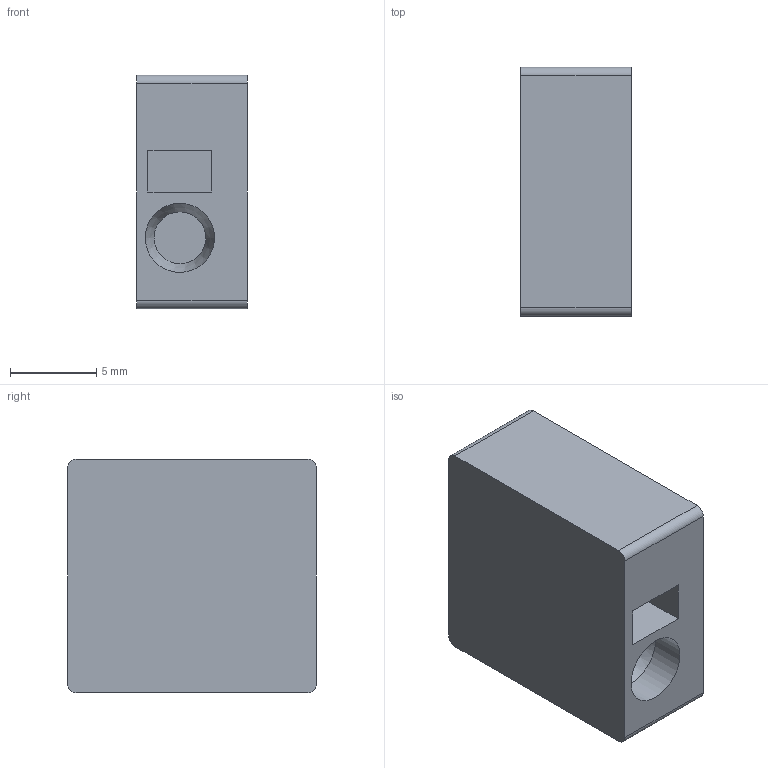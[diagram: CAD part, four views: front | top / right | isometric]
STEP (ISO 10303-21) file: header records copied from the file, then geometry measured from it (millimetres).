
FILE_DESCRIPTION(/* description */ ('model of PhoenixContact_SPT_2.5_1-H-5.0_1x01_P5.0_Horizontal_1751066'),/* implementation_level */ '2;1');
FILE_NAME(/* name */ 'PhoenixContact_SPT_2.5_1-H-5.0_1x01_P5.0_Horizontal_1751066.step',/* time_stamp */ '2020-09-21T11:44:31',/* author */ ('Joel',''),/* organization */ (''),/* preprocessor_version */ '',/* originating_system */ '',/* authorisation */ '');
FILE_SCHEMA(('AUTOMOTIVE_DESIGN { 1 0 10303 214 1 1 1 1 }'));
Length unit declared in the file: millimetre
Products named in the file (1): Shape0_8398612872945662
Bounding box: 6.4 x 14.4 x 13.5 mm (x, y, z)
Volume: 1175.8 mm3; surface area: 815.2 mm2
Topology: 1 solids, 1 shells, 18 faces, 41 edges, 27 vertices
Faces by surface type: plane 12, cylinder 5, cone 1
Full cylindrical faces by diameter (mm): 4 x1
Entity records: 1077 total; most frequent: CARTESIAN_POINT 199, DIRECTION 167, LINE 102, VECTOR 102, ORIENTED_EDGE 82, PCURVE 82, DEFINITIONAL_REPRESENTATION 82, EDGE_CURVE 41
